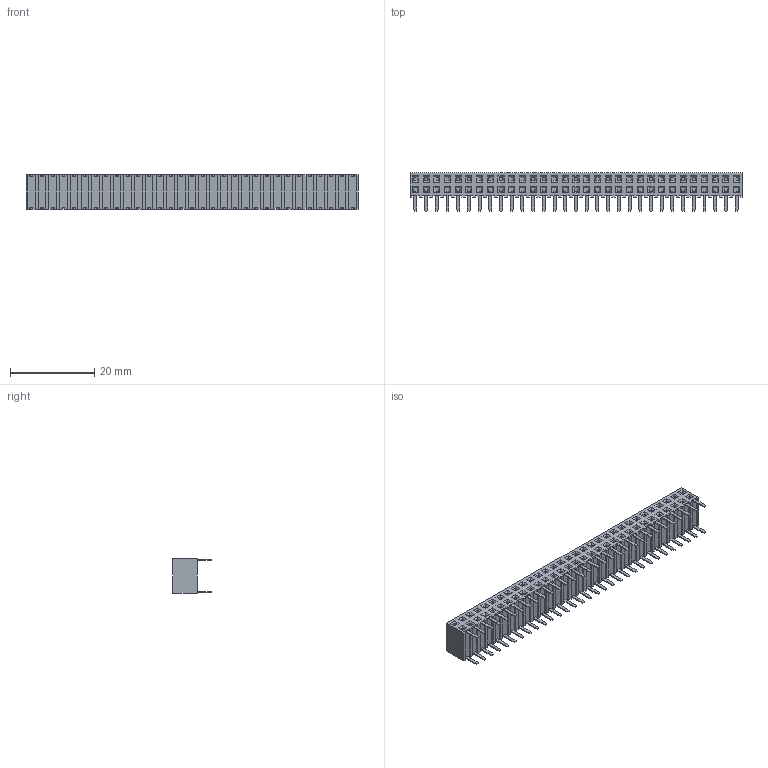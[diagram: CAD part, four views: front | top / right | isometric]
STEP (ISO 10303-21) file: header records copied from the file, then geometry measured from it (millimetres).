
FILE_DESCRIPTION(/* description */ (''),/* implementation_level */ '2;1');
FILE_NAME(/* name */ '960262-7102-XX',/* time_stamp */ '2007-06-18T08:13:23+02:00',/* author */ (''),/* organization */ (''),/* preprocessor_version */ 'ST-DEVELOPER v9',/* originating_system */ 'UGS - NX 4.0',/* authorisation */ '');
FILE_SCHEMA (('AUTOMOTIVE_DESIGN { 1 0 10303 214 1 1 1 1 }'));
Length unit declared in the file: millimetre
Products named in the file (1): 960262-7102-XX
Bounding box: 78.74 x 9.1 x 8.1 mm (x, y, z)
Volume: 3366.6 mm3; surface area: 3678.6 mm2
Topology: 1 solids, 1 shells, 1122 faces, 2740 edges, 1744 vertices
Faces by surface type: plane 1122
Entity records: 31924 total; most frequent: CARTESIAN_POINT 5607, ORIENTED_EDGE 5480, DIRECTION 4986, EDGE_CURVE 2740, LINE 2740, VECTOR 2740, VERTEX_POINT 1744, EDGE_LOOP 1246
